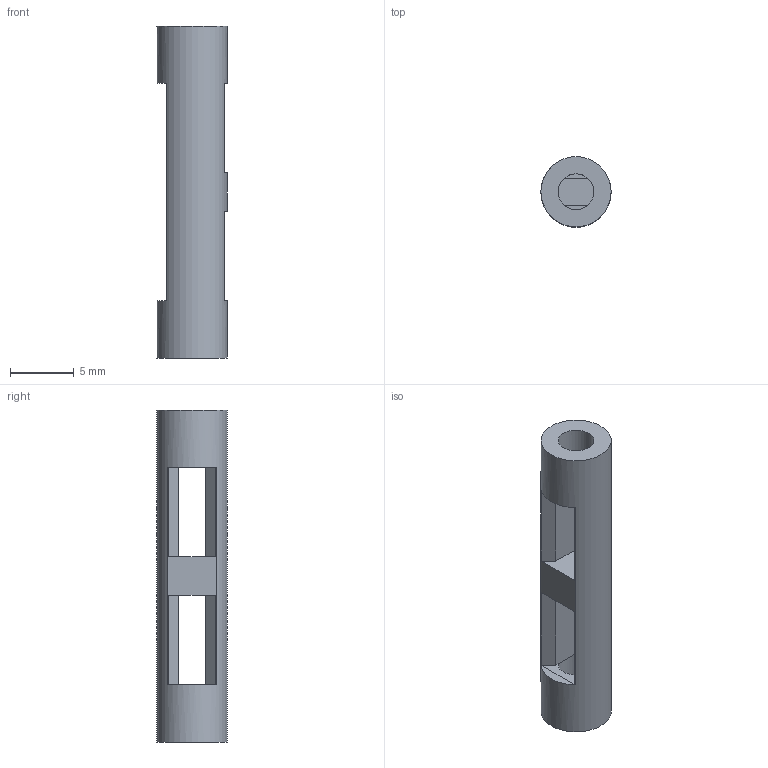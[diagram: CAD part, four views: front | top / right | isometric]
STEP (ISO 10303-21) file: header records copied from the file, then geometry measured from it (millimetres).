
FILE_DESCRIPTION(('FreeCAD Model'),'2;1');
FILE_NAME('Open CASCADE Shape Model','2023-09-23T13:50:41',('Author'),( ''),'Open CASCADE STEP processor 7.6','FreeCAD','Unknown');
FILE_SCHEMA(('AUTOMOTIVE_DESIGN { 1 0 10303 214 1 1 1 1 }'));
Length unit declared in the file: millimetre
Products named in the file (1): Chamfer
Bounding box: 5.5 x 5.5 x 26 mm (x, y, z)
Volume: 382.6 mm3; surface area: 648.6 mm2
Topology: 1 solids, 1 shells, 26 faces, 83 edges, 54 vertices
Faces by surface type: plane 23, cylinder 3
Full cylindrical faces by diameter (mm): 2.8 x2, 5.5 x1
Entity records: 957 total; most frequent: ORIENTED_EDGE 166, CARTESIAN_POINT 164, DIRECTION 161, EDGE_CURVE 83, LINE 59, VECTOR 59, VERTEX_POINT 54, AXIS2_PLACEMENT_3D 51
